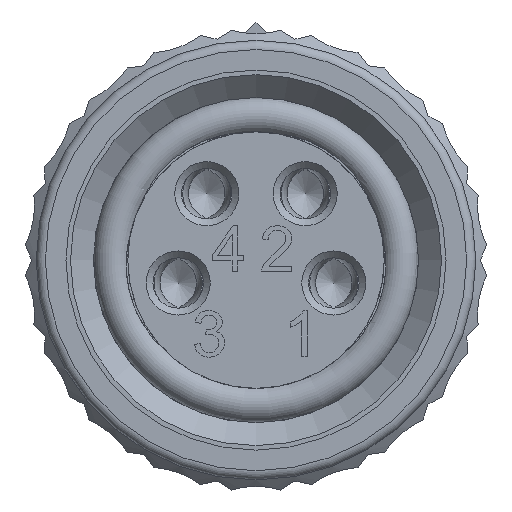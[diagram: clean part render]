
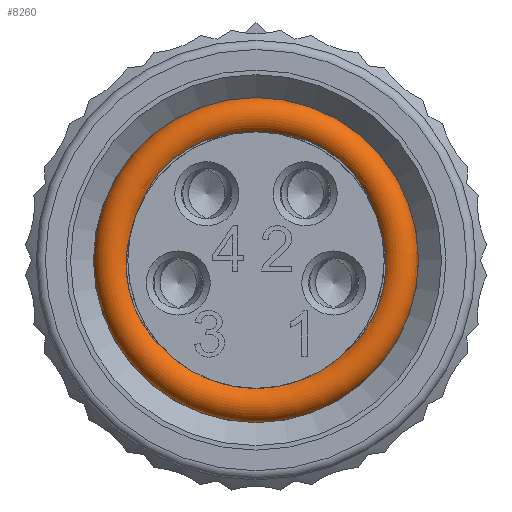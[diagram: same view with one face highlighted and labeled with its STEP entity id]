
A CAD part, front view. The second image highlights one B-rep face of the part: STEP entity #8260.
In plain terms, the highlighted toroidal (fillet/blend) face has major radius 3.15 mm and minor radius 0.4 mm.
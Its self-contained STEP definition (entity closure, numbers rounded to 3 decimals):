
#203=TOROIDAL_SURFACE('',#9033,3.15,0.4);
#333=B_SPLINE_CURVE_WITH_KNOTS('',3,(#12719,#12720,#12721,#12722,#12723,
#12724,#12725,#12726,#12727,#12728,#12729,#12730),.UNSPECIFIED.,.F.,.F.,
(4,2,2,2,2,4),(-0.585,-0.557,-0.496,
-0.435,-0.375,-0.35),.UNSPECIFIED.);
#339=B_SPLINE_CURVE_WITH_KNOTS('',3,(#12852,#12853,#12854,#12855),
 .UNSPECIFIED.,.F.,.F.,(4,4),(-0.585,-0.577),
 .UNSPECIFIED.);
#340=B_SPLINE_CURVE_WITH_KNOTS('',3,(#12862,#12863,#12864,#12865,#12866,
#12867,#12868,#12869,#12870,#12871,#12872,#12873),.UNSPECIFIED.,.F.,.F.,
(4,2,2,2,2,4),(-0.577,-0.557,-0.496,
-0.435,-0.375,-0.35),.UNSPECIFIED.);
#341=B_SPLINE_CURVE_WITH_KNOTS('',3,(#12997,#12998,#12999,#13000,#13001,
#13002,#13003,#13004,#13005,#13006,#13007,#13008),.UNSPECIFIED.,.F.,.F.,
(4,2,2,2,2,4),(-0.585,-0.557,-0.496,
-0.435,-0.375,-0.35),.UNSPECIFIED.);
#342=B_SPLINE_CURVE_WITH_KNOTS('',3,(#13045,#13046,#13047,#13048,#13049,
#13050,#13051,#13052,#13053,#13054,#13055,#13056),.UNSPECIFIED.,.F.,.F.,
(4,2,2,2,2,4),(-0.585,-0.557,-0.496,
-0.435,-0.375,-0.35),.UNSPECIFIED.);
#1044=FACE_OUTER_BOUND('',#1529,.T.);
#1529=EDGE_LOOP('',(#7246,#7247,#7248,#7249,#7250,#7251,#7252,#7253,#7254,
#7255,#7256,#7257,#7258));
#2902=CIRCLE('',#8765,2.8);
#2904=CIRCLE('',#8767,2.8);
#2906=CIRCLE('',#8769,2.8);
#2907=CIRCLE('',#8770,2.8);
#2986=CIRCLE('',#9034,3.55);
#2987=CIRCLE('',#9035,0.4);
#2988=CIRCLE('',#9036,3.55);
#3339=VERTEX_POINT('',#12717);
#3340=VERTEX_POINT('',#12718);
#3352=VERTEX_POINT('',#12850);
#3353=VERTEX_POINT('',#12851);
#3356=VERTEX_POINT('',#12860);
#3410=VERTEX_POINT('',#12995);
#3411=VERTEX_POINT('',#12996);
#3419=VERTEX_POINT('',#13034);
#3422=VERTEX_POINT('',#13040);
#3563=VERTEX_POINT('',#13898);
#3564=VERTEX_POINT('',#13899);
#4296=EDGE_CURVE('',#3339,#3340,#333,.T.);
#4309=EDGE_CURVE('',#3352,#3353,#339,.T.);
#4313=EDGE_CURVE('',#3353,#3356,#340,.T.);
#4375=EDGE_CURVE('',#3410,#3411,#341,.T.);
#4388=EDGE_CURVE('',#3356,#3339,#2902,.T.);
#4390=EDGE_CURVE('',#3419,#3352,#2904,.T.);
#4394=EDGE_CURVE('',#3411,#3422,#2906,.T.);
#4395=EDGE_CURVE('',#3340,#3410,#2907,.T.);
#4396=EDGE_CURVE('',#3422,#3419,#342,.T.);
#4923=EDGE_CURVE('',#3563,#3564,#2986,.T.);
#4924=EDGE_CURVE('',#3564,#3353,#2987,.T.);
#4925=EDGE_CURVE('',#3564,#3563,#2988,.T.);
#7246=ORIENTED_EDGE('',*,*,#4923,.T.);
#7247=ORIENTED_EDGE('',*,*,#4924,.T.);
#7248=ORIENTED_EDGE('',*,*,#4313,.T.);
#7249=ORIENTED_EDGE('',*,*,#4388,.T.);
#7250=ORIENTED_EDGE('',*,*,#4296,.T.);
#7251=ORIENTED_EDGE('',*,*,#4395,.T.);
#7252=ORIENTED_EDGE('',*,*,#4375,.T.);
#7253=ORIENTED_EDGE('',*,*,#4394,.T.);
#7254=ORIENTED_EDGE('',*,*,#4396,.T.);
#7255=ORIENTED_EDGE('',*,*,#4390,.T.);
#7256=ORIENTED_EDGE('',*,*,#4309,.T.);
#7257=ORIENTED_EDGE('',*,*,#4924,.F.);
#7258=ORIENTED_EDGE('',*,*,#4925,.T.);
#8260=ADVANCED_FACE('',(#1044),#203,.T.);
#8765=AXIS2_PLACEMENT_3D('',#13032,#10291,#10292);
#8767=AXIS2_PLACEMENT_3D('',#13035,#10295,#10296);
#8769=AXIS2_PLACEMENT_3D('',#13042,#10301,#10302);
#8770=AXIS2_PLACEMENT_3D('',#13043,#10303,#10304);
#9033=AXIS2_PLACEMENT_3D('',#14864,#11095,#11096);
#9034=AXIS2_PLACEMENT_3D('',#14865,#11097,#11098);
#9035=AXIS2_PLACEMENT_3D('',#14866,#11099,#11100);
#9036=AXIS2_PLACEMENT_3D('',#14867,#11101,#11102);
#10291=DIRECTION('center_axis',(0.,1.,0.));
#10292=DIRECTION('ref_axis',(1.,0.,0.));
#10295=DIRECTION('center_axis',(0.,1.,0.));
#10296=DIRECTION('ref_axis',(1.,0.,0.));
#10301=DIRECTION('center_axis',(0.,1.,0.));
#10302=DIRECTION('ref_axis',(1.,0.,0.));
#10303=DIRECTION('center_axis',(0.,1.,0.));
#10304=DIRECTION('ref_axis',(1.,0.,0.));
#11095=DIRECTION('center_axis',(0.,1.,0.));
#11096=DIRECTION('ref_axis',(-0.981,0.,-0.192));
#11097=DIRECTION('center_axis',(0.,-1.,0.));
#11098=DIRECTION('ref_axis',(0.,0.,
-1.));
#11099=DIRECTION('center_axis',(0.192,0.,
-0.981));
#11100=DIRECTION('ref_axis',(0.981,0.,0.192));
#11101=DIRECTION('center_axis',(0.,-1.,0.));
#11102=DIRECTION('ref_axis',(0.,0.,
-1.));
#12717=CARTESIAN_POINT('',(-1.963,-3.194,-1.997));
#12718=CARTESIAN_POINT('',(-2.731,-3.194,0.616));
#12719=CARTESIAN_POINT('Ctrl Pts',(-1.963,-3.194,
-1.997));
#12720=CARTESIAN_POINT('Ctrl Pts',(-2.038,-3.206,
-1.933));
#12721=CARTESIAN_POINT('Ctrl Pts',(-2.116,-3.216,
-1.858));
#12722=CARTESIAN_POINT('Ctrl Pts',(-2.362,-3.245,-1.585));
#12723=CARTESIAN_POINT('Ctrl Pts',(-2.502,-3.256,
-1.373));
#12724=CARTESIAN_POINT('Ctrl Pts',(-2.713,-3.266,-0.913));
#12725=CARTESIAN_POINT('Ctrl Pts',(-2.783,-3.266,-0.669));
#12726=CARTESIAN_POINT('Ctrl Pts',(-2.848,-3.254,
-0.168));
#12727=CARTESIAN_POINT('Ctrl Pts',(-2.842,-3.244,0.086));
#12728=CARTESIAN_POINT('Ctrl Pts',(-2.78,-3.215,
0.436));
#12729=CARTESIAN_POINT('Ctrl Pts',(-2.757,-3.205,
0.53));
#12730=CARTESIAN_POINT('Ctrl Pts',(-2.731,-3.194,
0.616));
#12850=CARTESIAN_POINT('',(2.731,-3.194,0.616));
#12851=CARTESIAN_POINT('',(2.753,-3.203,0.539));
#12852=CARTESIAN_POINT('Ctrl Pts',(2.731,-3.194,0.616));
#12853=CARTESIAN_POINT('Ctrl Pts',(2.739,-3.197,0.591));
#12854=CARTESIAN_POINT('Ctrl Pts',(2.746,-3.2,0.565));
#12855=CARTESIAN_POINT('Ctrl Pts',(2.753,-3.203,0.539));
#12860=CARTESIAN_POINT('',(1.963,-3.194,-1.997));
#12862=CARTESIAN_POINT('Ctrl Pts',(2.753,-3.203,0.539));
#12863=CARTESIAN_POINT('Ctrl Pts',(2.773,-3.211,0.465));
#12864=CARTESIAN_POINT('Ctrl Pts',(2.79,-3.219,0.386));
#12865=CARTESIAN_POINT('Ctrl Pts',(2.844,-3.245,0.054));
#12866=CARTESIAN_POINT('Ctrl Pts',(2.846,-3.256,-0.2));
#12867=CARTESIAN_POINT('Ctrl Pts',(2.775,-3.266,-0.701));
#12868=CARTESIAN_POINT('Ctrl Pts',(2.702,-3.266,-0.945));
#12869=CARTESIAN_POINT('Ctrl Pts',(2.485,-3.254,-1.401));
#12870=CARTESIAN_POINT('Ctrl Pts',(2.343,-3.244,-1.61));
#12871=CARTESIAN_POINT('Ctrl Pts',(2.102,-3.215,-1.871));
#12872=CARTESIAN_POINT('Ctrl Pts',(2.031,-3.205,-1.938));
#12873=CARTESIAN_POINT('Ctrl Pts',(1.963,-3.194,-1.997));
#12995=CARTESIAN_POINT('',(-2.551,-3.194,1.154));
#12996=CARTESIAN_POINT('',(-0.363,-3.194,2.776));
#12997=CARTESIAN_POINT('Ctrl Pts',(-2.551,-3.194,
1.154));
#12998=CARTESIAN_POINT('Ctrl Pts',(-2.517,-3.206,
1.247));
#12999=CARTESIAN_POINT('Ctrl Pts',(-2.473,-3.216,
1.346));
#13000=CARTESIAN_POINT('Ctrl Pts',(-2.302,-3.245,
1.671));
#13001=CARTESIAN_POINT('Ctrl Pts',(-2.151,-3.256,
1.875));
#13002=CARTESIAN_POINT('Ctrl Pts',(-1.792,-3.266,2.232));
#13003=CARTESIAN_POINT('Ctrl Pts',(-1.587,-3.266,2.382));
#13004=CARTESIAN_POINT('Ctrl Pts',(-1.139,-3.254,
2.615));
#13005=CARTESIAN_POINT('Ctrl Pts',(-0.899,-3.244,
2.697));
#13006=CARTESIAN_POINT('Ctrl Pts',(-0.549,-3.215,
2.76));
#13007=CARTESIAN_POINT('Ctrl Pts',(-0.453,-3.205,
2.771));
#13008=CARTESIAN_POINT('Ctrl Pts',(-0.363,-3.194,
2.776));
#13032=CARTESIAN_POINT('Origin',(0.,-3.194,
0.));
#13034=CARTESIAN_POINT('',(2.551,-3.194,1.154));
#13035=CARTESIAN_POINT('Origin',(0.,-3.194,
0.));
#13040=CARTESIAN_POINT('',(0.363,-3.194,2.776));
#13042=CARTESIAN_POINT('Origin',(0.,-3.194,
0.));
#13043=CARTESIAN_POINT('Origin',(0.,-3.194,
0.));
#13045=CARTESIAN_POINT('Ctrl Pts',(0.363,-3.194,
2.776));
#13046=CARTESIAN_POINT('Ctrl Pts',(0.462,-3.206,
2.77));
#13047=CARTESIAN_POINT('Ctrl Pts',(0.569,-3.216,
2.758));
#13048=CARTESIAN_POINT('Ctrl Pts',(0.93,-3.245,
2.688));
#13049=CARTESIAN_POINT('Ctrl Pts',(1.169,-3.256,2.603));
#13050=CARTESIAN_POINT('Ctrl Pts',(1.615,-3.266,2.364));
#13051=CARTESIAN_POINT('Ctrl Pts',(1.818,-3.266,2.211));
#13052=CARTESIAN_POINT('Ctrl Pts',(2.171,-3.254,1.85));
#13053=CARTESIAN_POINT('Ctrl Pts',(2.319,-3.244,1.644));
#13054=CARTESIAN_POINT('Ctrl Pts',(2.481,-3.215,1.328));
#13055=CARTESIAN_POINT('Ctrl Pts',(2.52,-3.205,1.238));
#13056=CARTESIAN_POINT('Ctrl Pts',(2.551,-3.194,1.154));
#13898=CARTESIAN_POINT('',(0.,-3.,3.55));
#13899=CARTESIAN_POINT('',(3.484,-3.,0.682));
#14864=CARTESIAN_POINT('Origin',(0.,-3.,
0.));
#14865=CARTESIAN_POINT('Origin',(0.,-3.,
0.));
#14866=CARTESIAN_POINT('Origin',(3.091,-3.,0.605));
#14867=CARTESIAN_POINT('Origin',(0.,-3.,
0.));
